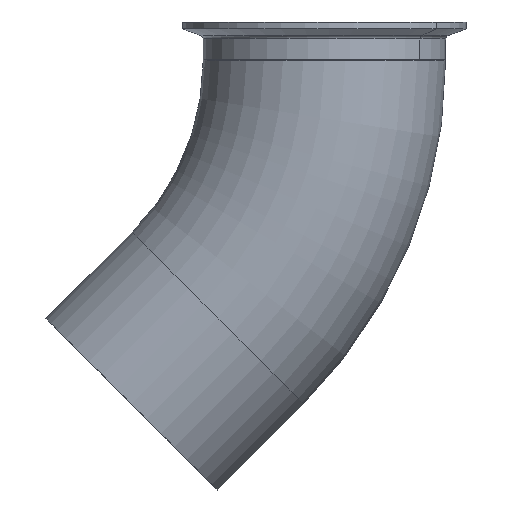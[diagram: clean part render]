
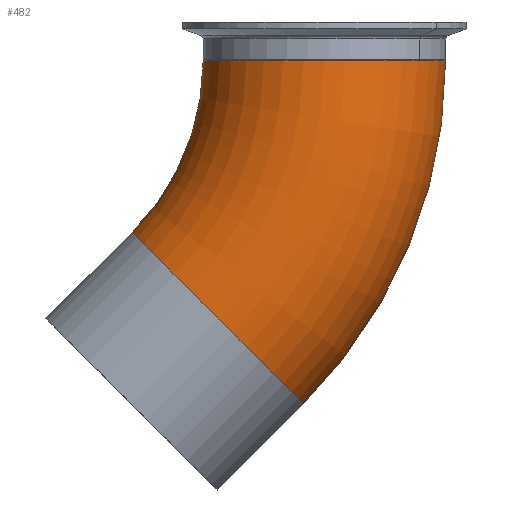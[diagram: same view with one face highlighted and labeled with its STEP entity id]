
A CAD part, front view. The second image highlights one B-rep face of the part: STEP entity #482.
In plain terms, the highlighted toroidal (fillet/blend) face has major radius 152.4 mm and minor radius 50.8 mm.
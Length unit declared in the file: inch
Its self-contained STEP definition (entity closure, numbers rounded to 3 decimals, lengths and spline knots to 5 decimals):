
#31 = AXIS2_PLACEMENT_3D ( 'NONE', #976, #1076, #685 ) ;
#43 = CARTESIAN_POINT ( 'NONE',  ( 2.82843, 0., -2.82843 ) ) ;
#68 = AXIS2_PLACEMENT_3D ( 'NONE', #693, #784, #1077 ) ;
#78 = FACE_OUTER_BOUND ( 'NONE', #224, .T. ) ;
#103 = DIRECTION ( 'NONE',  ( 0., -1., 0. ) ) ;
#119 = CARTESIAN_POINT ( 'NONE',  ( 0., 0., 0. ) ) ;
#168 = ORIENTED_EDGE ( 'NONE', *, *, #1000, .F. ) ;
#175 = AXIS2_PLACEMENT_3D ( 'NONE', #542, #103, #833 ) ;
#224 = EDGE_LOOP ( 'NONE', ( #733, #671, #168, #464 ) ) ;
#236 = CARTESIAN_POINT ( 'NONE',  ( 5.65685, 0., -5.65685 ) ) ;
#271 = EDGE_CURVE ( 'NONE', #702, #1181, #436, .T. ) ;
#290 = CIRCLE ( 'NONE', #31, 2. ) ;
#401 = VERTEX_POINT ( 'NONE', #43 ) ;
#436 = CIRCLE ( 'NONE', #462, 8. ) ;
#444 = CARTESIAN_POINT ( 'NONE',  ( 4., 0., 0. ) ) ;
#462 = AXIS2_PLACEMENT_3D ( 'NONE', #557, #650, #476 ) ;
#464 = ORIENTED_EDGE ( 'NONE', *, *, #842, .F. ) ;
#476 = DIRECTION ( 'NONE',  ( 0., 0., -1. ) ) ;
#482 = ADVANCED_FACE ( 'NONE', ( #78 ), #1031, .T. ) ;
#495 = CIRCLE ( 'NONE', #68, 2. ) ;
#542 = CARTESIAN_POINT ( 'NONE',  ( 0., 0., 0. ) ) ;
#557 = CARTESIAN_POINT ( 'NONE',  ( 0., 0., 0. ) ) ;
#650 = DIRECTION ( 'NONE',  ( 0., -1., 0. ) ) ;
#671 = ORIENTED_EDGE ( 'NONE', *, *, #271, .T. ) ;
#685 = DIRECTION ( 'NONE',  ( -0.707, 0., 0.707 ) ) ;
#688 = DIRECTION ( 'NONE',  ( 0., 0., -1. ) ) ;
#689 = CARTESIAN_POINT ( 'NONE',  ( 8., 0., 0. ) ) ;
#693 = CARTESIAN_POINT ( 'NONE',  ( 6., 0., 0. ) ) ;
#702 = VERTEX_POINT ( 'NONE', #236 ) ;
#726 = AXIS2_PLACEMENT_3D ( 'NONE', #119, #935, #688 ) ;
#733 = ORIENTED_EDGE ( 'NONE', *, *, #1040, .F. ) ;
#784 = DIRECTION ( 'NONE',  ( 0., 0., 1. ) ) ;
#833 = DIRECTION ( 'NONE',  ( 0., 0., -1. ) ) ;
#842 = EDGE_CURVE ( 'NONE', #401, #890, #998, .T. ) ;
#890 = VERTEX_POINT ( 'NONE', #444 ) ;
#935 = DIRECTION ( 'NONE',  ( 0., -1., 0. ) ) ;
#976 = CARTESIAN_POINT ( 'NONE',  ( 4.24264, 0., -4.24264 ) ) ;
#998 = CIRCLE ( 'NONE', #726, 4. ) ;
#1000 = EDGE_CURVE ( 'NONE', #890, #1181, #495, .T. ) ;
#1031 = TOROIDAL_SURFACE ( 'NONE', #175, 6., 2. ) ;
#1040 = EDGE_CURVE ( 'NONE', #702, #401, #290, .T. ) ;
#1076 = DIRECTION ( 'NONE',  ( -0.707, 0., -0.707 ) ) ;
#1077 = DIRECTION ( 'NONE',  ( 1., 0., 0. ) ) ;
#1181 = VERTEX_POINT ( 'NONE', #689 ) ;
